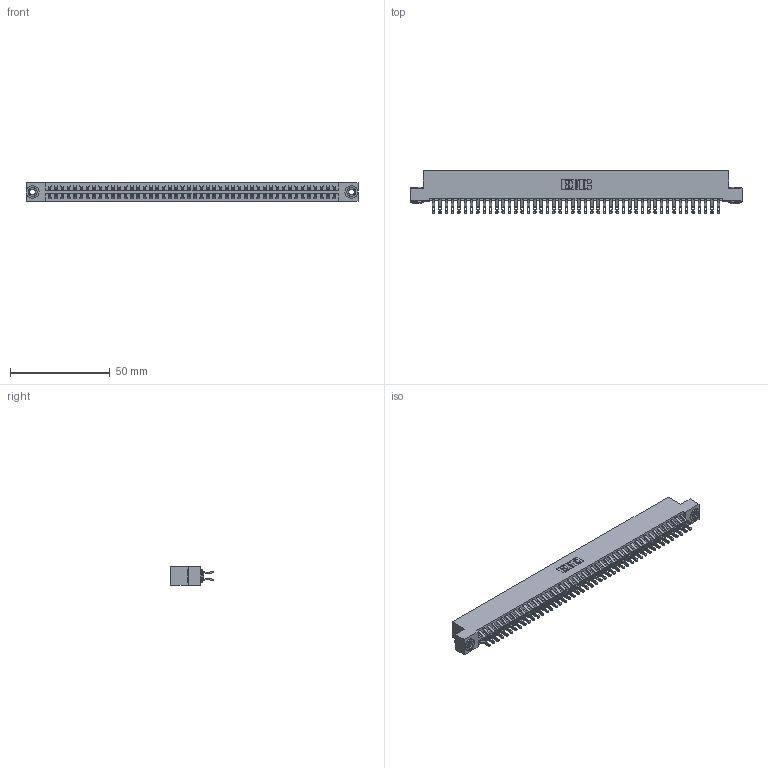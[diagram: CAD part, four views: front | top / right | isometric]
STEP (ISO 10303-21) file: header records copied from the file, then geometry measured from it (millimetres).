
FILE_DESCRIPTION (( 'STEP AP203' ), '1' );
FILE_NAME ('346-092-555-203.STEP', '2022-05-26T07:39:17', ( '' ), ( '' ), 'SwSTEP 2.0', 'SolidWorks 2020', '' );
FILE_SCHEMA (( 'CONFIG_CONTROL_DESIGN' ));
Length unit declared in the file: inch
Products named in the file (4): 346 Part_Flush Mounting Lugs - 0.156 Dia-TH; 345-250-002_345-250-002-102; 345-292-001_555 Tail; 346-092-555-203
Assembly tree (95 placements, depth 2):
  346-092-555-203
    346 Part_Flush Mounting Lugs - 0.156 Dia-TH
    345-292-001_555 Tail  x92
    345-250-002_345-250-002-102  x2
Bounding box: 166.62 x 21.46 x 9.4 mm (x, y, z)
Volume: 16547.1 mm3; surface area: 24008 mm2
Topology: 95 solids, 95 shells, 5510 faces, 17277 edges, 11514 vertices
Faces by surface type: plane 3136, cylinder 2366, cone 8
Entity records: 30874 total; most frequent: CARTESIAN_POINT 5099, ORIENTED_EDGE 4994, DIRECTION 4543, EDGE_CURVE 2497, LINE 2137, VECTOR 2137, VERTEX_POINT 1662, AXIS2_PLACEMENT_3D 1203
